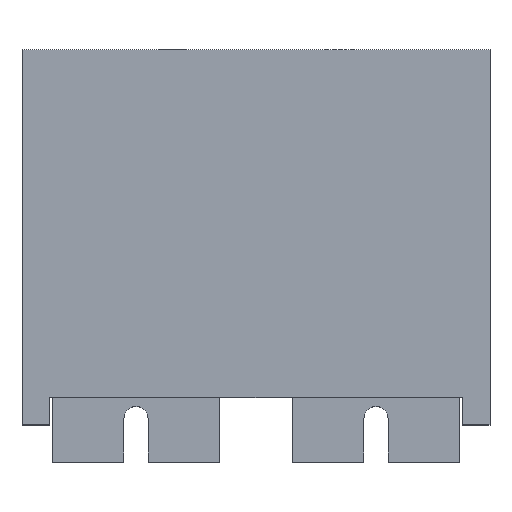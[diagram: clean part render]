
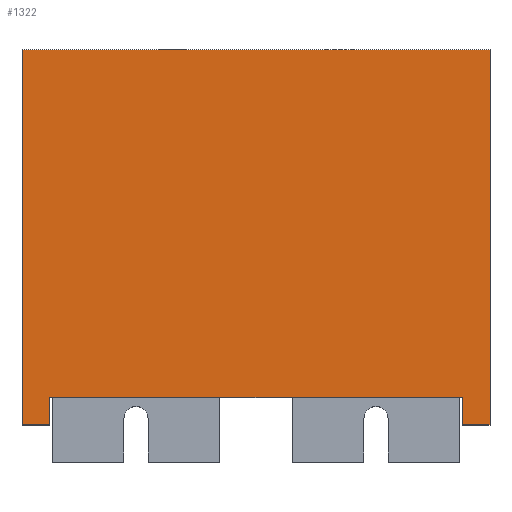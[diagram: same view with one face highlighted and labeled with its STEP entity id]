
A CAD part, top view. The second image highlights one B-rep face of the part: STEP entity #1322.
In plain terms, the highlighted planar face has unit normal (0, 0, 1).
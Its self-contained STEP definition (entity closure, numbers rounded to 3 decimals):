
#62 = ORIENTED_EDGE ( 'NONE', *, *, #1866, .T. ) ;
#81 = VERTEX_POINT ( 'NONE', #732 ) ;
#129 = VERTEX_POINT ( 'NONE', #1555 ) ;
#312 = EDGE_CURVE ( 'NONE', #1812, #547, #555, .T. ) ;
#455 = LINE ( 'NONE', #458, #459 ) ;
#458 = CARTESIAN_POINT ( 'NONE',  ( -5.25, 3., 30.9 ) ) ;
#459 = VECTOR ( 'NONE', #460, 1000. ) ;
#460 = DIRECTION ( 'NONE',  ( 1., 0., 0. ) ) ;
#547 = VERTEX_POINT ( 'NONE', #767 ) ;
#555 = LINE ( 'NONE', #556, #557 ) ;
#556 = CARTESIAN_POINT ( 'NONE',  ( 45.25, 0., 30.9 ) ) ;
#557 = VECTOR ( 'NONE', #558, 1000. ) ;
#558 = DIRECTION ( 'NONE',  ( 1., 0., 0. ) ) ;
#732 = CARTESIAN_POINT ( 'NONE',  ( 42.25, 3., 30.9 ) ) ;
#767 = CARTESIAN_POINT ( 'NONE',  ( 45.25, 0., 30.9 ) ) ;
#777 = EDGE_CURVE ( 'NONE', #1466, #813, #945, .T. ) ;
#813 = VERTEX_POINT ( 'NONE', #1012 ) ;
#889 = LINE ( 'NONE', #890, #891 ) ;
#890 = CARTESIAN_POINT ( 'NONE',  ( -5.25, 40.5, 30.9 ) ) ;
#891 = VECTOR ( 'NONE', #892, 1000. ) ;
#892 = DIRECTION ( 'NONE',  ( 0., -1., 0. ) ) ;
#893 = CARTESIAN_POINT ( 'NONE',  ( 42.25, 0., 30.9 ) ) ;
#945 = LINE ( 'NONE', #946, #947 ) ;
#946 = CARTESIAN_POINT ( 'NONE',  ( -2.25, -4.104, 30.9 ) ) ;
#947 = VECTOR ( 'NONE', #948, 1000. ) ;
#948 = DIRECTION ( 'NONE',  ( 0., 1., 0. ) ) ;
#1012 = CARTESIAN_POINT ( 'NONE',  ( -2.25, 3., 30.9 ) ) ;
#1017 = CARTESIAN_POINT ( 'NONE',  ( -5.25, 0., 30.9 ) ) ;
#1144 = EDGE_CURVE ( 'NONE', #129, #1746, #1233, .T. ) ;
#1233 = LINE ( 'NONE', #1236, #1237 ) ;
#1236 = CARTESIAN_POINT ( 'NONE',  ( -5.25, 40.5, 30.9 ) ) ;
#1237 = VECTOR ( 'NONE', #1238, 1000. ) ;
#1238 = DIRECTION ( 'NONE',  ( 1., 0., 0. ) ) ;
#1270 = EDGE_CURVE ( 'NONE', #1908, #1466, #1324, .T. ) ;
#1322 = ADVANCED_FACE ( 'NONE', ( #1337 ), #1338, .F. ) ;
#1324 = LINE ( 'NONE', #1325, #1326 ) ;
#1325 = CARTESIAN_POINT ( 'NONE',  ( -5.25, 0., 30.9 ) ) ;
#1326 = VECTOR ( 'NONE', #1327, 1000. ) ;
#1327 = DIRECTION ( 'NONE',  ( 1., 0., 0. ) ) ;
#1337 = FACE_OUTER_BOUND ( 'NONE', #1914, .T. ) ;
#1338 = PLANE ( 'NONE',  #1339 ) ;
#1339 = AXIS2_PLACEMENT_3D ( 'NONE', #1340, #1341, #1342 ) ;
#1340 = CARTESIAN_POINT ( 'NONE',  ( -5.25, 40.5, 30.9 ) ) ;
#1341 = DIRECTION ( 'NONE',  ( 0., 0., -1. ) ) ;
#1342 = DIRECTION ( 'NONE',  ( -1., 0., 0. ) ) ;
#1414 = CARTESIAN_POINT ( 'NONE',  ( -2.25, 0., 30.9 ) ) ;
#1437 = LINE ( 'NONE', #1438, #1439 ) ;
#1438 = CARTESIAN_POINT ( 'NONE',  ( 45.25, 40.5, 30.9 ) ) ;
#1439 = VECTOR ( 'NONE', #1440, 1000. ) ;
#1440 = DIRECTION ( 'NONE',  ( 0., -1., 0. ) ) ;
#1466 = VERTEX_POINT ( 'NONE', #1414 ) ;
#1520 = EDGE_CURVE ( 'NONE', #1746, #547, #1437, .T. ) ;
#1555 = CARTESIAN_POINT ( 'NONE',  ( -5.25, 40.5, 30.9 ) ) ;
#1596 = ORIENTED_EDGE ( 'NONE', *, *, #1669, .F. ) ;
#1648 = LINE ( 'NONE', #1649, #1650 ) ;
#1649 = CARTESIAN_POINT ( 'NONE',  ( 42.25, -4.104, 30.9 ) ) ;
#1650 = VECTOR ( 'NONE', #1653, 1000. ) ;
#1653 = DIRECTION ( 'NONE',  ( 0., 1., 0. ) ) ;
#1669 = EDGE_CURVE ( 'NONE', #1812, #81, #1648, .T. ) ;
#1730 = CARTESIAN_POINT ( 'NONE',  ( 45.25, 40.5, 30.9 ) ) ;
#1746 = VERTEX_POINT ( 'NONE', #1730 ) ;
#1808 = EDGE_CURVE ( 'NONE', #129, #1908, #889, .T. ) ;
#1812 = VERTEX_POINT ( 'NONE', #893 ) ;
#1840 = ORIENTED_EDGE ( 'NONE', *, *, #1144, .F. ) ;
#1866 = EDGE_CURVE ( 'NONE', #813, #81, #455, .T. ) ;
#1908 = VERTEX_POINT ( 'NONE', #1017 ) ;
#1914 = EDGE_LOOP ( 'NONE', ( #1999, #1923, #1949, #62, #1596, #1932, #1952, #1840 ) ) ;
#1923 = ORIENTED_EDGE ( 'NONE', *, *, #1270, .T. ) ;
#1932 = ORIENTED_EDGE ( 'NONE', *, *, #312, .T. ) ;
#1949 = ORIENTED_EDGE ( 'NONE', *, *, #777, .T. ) ;
#1952 = ORIENTED_EDGE ( 'NONE', *, *, #1520, .F. ) ;
#1999 = ORIENTED_EDGE ( 'NONE', *, *, #1808, .T. ) ;
